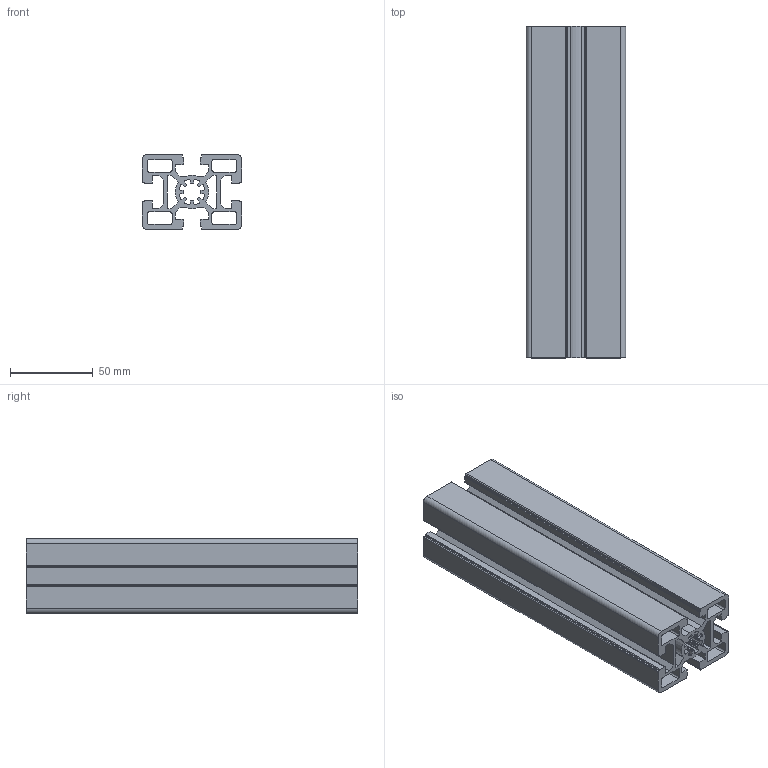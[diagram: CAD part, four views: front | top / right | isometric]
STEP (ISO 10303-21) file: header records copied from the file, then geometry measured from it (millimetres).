
FILE_DESCRIPTION(/* description */ ('Aluminiumprofil 45x60'),/* implementation_level */ '2;1');
FILE_NAME(/* name */ 'Syskomp 411990570 Aluminiumprofil 45x60.stp',/* time_stamp */ '2017-02-23T08:13:40+01:00',/* author */ ('wheldmann'),/* organization */ (''),/* preprocessor_version */ 'ST-DEVELOPER v16.1',/* originating_system */ 'Autodesk Inventor 2016',/* authorisation */ ' ');
FILE_SCHEMA (('AUTOMOTIVE_DESIGN { 1 0 10303 214 3 1 1 }'));
Length unit declared in the file: millimetre
Products named in the file (1): 411990570 Aluminiumprofil 45x60 - 200
Bounding box: 60 x 200 x 45 mm (x, y, z)
Volume: 222730.8 mm3; surface area: 147744.5 mm2
Topology: 1 solids, 1 shells, 214 faces, 636 edges, 424 vertices
Faces by surface type: cylinder 108, plane 106
Entity records: 7288 total; most frequent: DIRECTION 1282, CARTESIAN_POINT 1275, ORIENTED_EDGE 1272, EDGE_CURVE 636, AXIS2_PLACEMENT_3D 431, VERTEX_POINT 424, LINE 420, VECTOR 420
